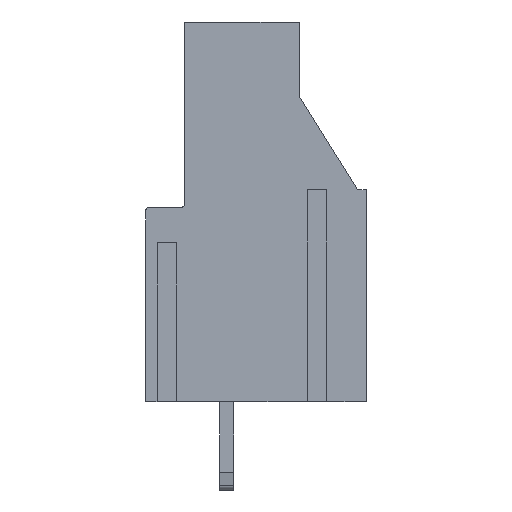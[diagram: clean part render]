
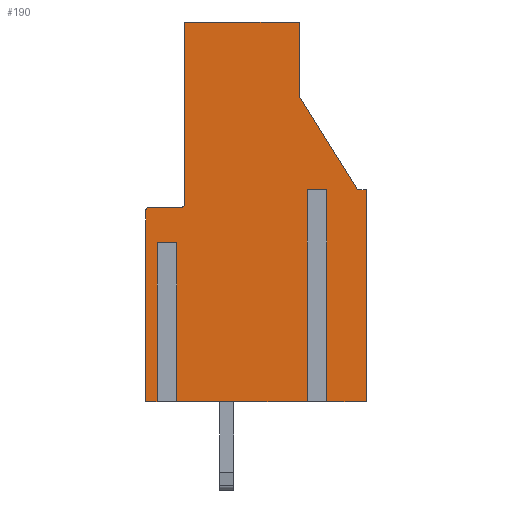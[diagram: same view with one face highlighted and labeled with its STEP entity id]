
A CAD part, left-side view. The second image highlights one B-rep face of the part: STEP entity #190.
In plain terms, the highlighted planar face has unit normal (-1, 0, 0).
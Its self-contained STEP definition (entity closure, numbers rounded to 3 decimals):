
#34=AXIS2_PLACEMENT_3D('Plane Axis2P3D',#31,#32,#33) ;
#117=AXIS2_PLACEMENT_3D('Circle Axis2P3D',#115,#116,$) ;
#131=AXIS2_PLACEMENT_3D('Circle Axis2P3D',#129,#130,$) ;
#31=CARTESIAN_POINT('Axis2P3D Location',(0.6,0.,0.)) ;
#36=CARTESIAN_POINT('Line Origine',(0.6,7.05,5.)) ;
#40=CARTESIAN_POINT('Vertex',(0.6,10.92,5.)) ;
#42=CARTESIAN_POINT('Vertex',(0.6,3.18,5.)) ;
#45=CARTESIAN_POINT('Line Origine',(0.6,3.18,11.)) ;
#49=CARTESIAN_POINT('Vertex',(0.6,3.18,17.)) ;
#52=CARTESIAN_POINT('Line Origine',(0.6,2.8,17.)) ;
#56=CARTESIAN_POINT('Vertex',(0.6,2.42,17.)) ;
#59=CARTESIAN_POINT('Line Origine',(0.6,2.42,11.)) ;
#63=CARTESIAN_POINT('Vertex',(0.6,2.42,5.)) ;
#66=CARTESIAN_POINT('Line Origine',(0.6,1.21,5.)) ;
#70=CARTESIAN_POINT('Vertex',(0.6,0.,5.)) ;
#73=CARTESIAN_POINT('Line Origine',(0.6,0.,11.)) ;
#77=CARTESIAN_POINT('Vertex',(0.6,0.,17.)) ;
#80=CARTESIAN_POINT('Line Origine',(0.6,0.25,17.)) ;
#84=CARTESIAN_POINT('Vertex',(0.6,0.5,17.)) ;
#87=CARTESIAN_POINT('Line Origine',(0.6,2.15,19.65)) ;
#91=CARTESIAN_POINT('Vertex',(0.6,3.8,22.3)) ;
#94=CARTESIAN_POINT('Line Origine',(0.6,3.8,24.4)) ;
#98=CARTESIAN_POINT('Vertex',(0.6,3.8,26.5)) ;
#101=CARTESIAN_POINT('Line Origine',(0.6,7.05,26.5)) ;
#105=CARTESIAN_POINT('Vertex',(0.6,10.3,26.5)) ;
#108=CARTESIAN_POINT('Line Origine',(0.6,10.3,21.35)) ;
#112=CARTESIAN_POINT('Vertex',(0.6,10.3,16.2)) ;
#115=CARTESIAN_POINT('Axis2P3D Location',(0.6,10.5,16.2)) ;
#119=CARTESIAN_POINT('Vertex',(0.6,10.5,16.)) ;
#122=CARTESIAN_POINT('Line Origine',(0.6,11.4,16.)) ;
#126=CARTESIAN_POINT('Vertex',(0.6,12.3,16.)) ;
#129=CARTESIAN_POINT('Axis2P3D Location',(0.6,12.3,15.8)) ;
#133=CARTESIAN_POINT('Vertex',(0.6,12.5,15.8)) ;
#136=CARTESIAN_POINT('Line Origine',(0.6,12.5,10.4)) ;
#140=CARTESIAN_POINT('Vertex',(0.6,12.5,5.)) ;
#143=CARTESIAN_POINT('Line Origine',(0.6,12.09,5.)) ;
#147=CARTESIAN_POINT('Vertex',(0.6,11.68,5.)) ;
#150=CARTESIAN_POINT('Line Origine',(0.6,11.68,9.5)) ;
#154=CARTESIAN_POINT('Vertex',(0.6,11.68,14.)) ;
#157=CARTESIAN_POINT('Line Origine',(0.6,11.3,14.)) ;
#161=CARTESIAN_POINT('Vertex',(0.6,10.92,14.)) ;
#164=CARTESIAN_POINT('Line Origine',(0.6,10.92,9.5)) ;
#32=DIRECTION('Axis2P3D Direction',(-1.,0.,0.)) ;
#33=DIRECTION('Axis2P3D XDirection',(0.,0.,1.)) ;
#37=DIRECTION('Vector Direction',(0.,1.,0.)) ;
#46=DIRECTION('Vector Direction',(0.,0.,1.)) ;
#53=DIRECTION('Vector Direction',(0.,1.,0.)) ;
#60=DIRECTION('Vector Direction',(0.,0.,1.)) ;
#67=DIRECTION('Vector Direction',(0.,1.,0.)) ;
#74=DIRECTION('Vector Direction',(0.,0.,-1.)) ;
#81=DIRECTION('Vector Direction',(0.,-1.,0.)) ;
#88=DIRECTION('Vector Direction',(0.,-0.529,-0.849)) ;
#95=DIRECTION('Vector Direction',(0.,0.,-1.)) ;
#102=DIRECTION('Vector Direction',(0.,-1.,0.)) ;
#109=DIRECTION('Vector Direction',(0.,0.,1.)) ;
#116=DIRECTION('Axis2P3D Direction',(-1.,0.,0.)) ;
#123=DIRECTION('Vector Direction',(0.,-1.,0.)) ;
#130=DIRECTION('Axis2P3D Direction',(-1.,0.,0.)) ;
#137=DIRECTION('Vector Direction',(0.,0.,1.)) ;
#144=DIRECTION('Vector Direction',(0.,1.,0.)) ;
#151=DIRECTION('Vector Direction',(0.,0.,1.)) ;
#158=DIRECTION('Vector Direction',(0.,1.,0.)) ;
#165=DIRECTION('Vector Direction',(0.,0.,1.)) ;
#38=VECTOR('Line Direction',#37,1.) ;
#47=VECTOR('Line Direction',#46,1.) ;
#54=VECTOR('Line Direction',#53,1.) ;
#61=VECTOR('Line Direction',#60,1.) ;
#68=VECTOR('Line Direction',#67,1.) ;
#75=VECTOR('Line Direction',#74,1.) ;
#82=VECTOR('Line Direction',#81,1.) ;
#89=VECTOR('Line Direction',#88,1.) ;
#96=VECTOR('Line Direction',#95,1.) ;
#103=VECTOR('Line Direction',#102,1.) ;
#110=VECTOR('Line Direction',#109,1.) ;
#124=VECTOR('Line Direction',#123,1.) ;
#138=VECTOR('Line Direction',#137,1.) ;
#145=VECTOR('Line Direction',#144,1.) ;
#152=VECTOR('Line Direction',#151,1.) ;
#159=VECTOR('Line Direction',#158,1.) ;
#166=VECTOR('Line Direction',#165,1.) ;
#170=ORIENTED_EDGE('',*,*,#44,.T.) ;
#171=ORIENTED_EDGE('',*,*,#51,.T.) ;
#172=ORIENTED_EDGE('',*,*,#58,.T.) ;
#173=ORIENTED_EDGE('',*,*,#65,.F.) ;
#174=ORIENTED_EDGE('',*,*,#72,.T.) ;
#175=ORIENTED_EDGE('',*,*,#79,.T.) ;
#176=ORIENTED_EDGE('',*,*,#86,.T.) ;
#177=ORIENTED_EDGE('',*,*,#93,.T.) ;
#178=ORIENTED_EDGE('',*,*,#100,.T.) ;
#179=ORIENTED_EDGE('',*,*,#107,.T.) ;
#180=ORIENTED_EDGE('',*,*,#114,.T.) ;
#181=ORIENTED_EDGE('',*,*,#121,.T.) ;
#182=ORIENTED_EDGE('',*,*,#128,.T.) ;
#183=ORIENTED_EDGE('',*,*,#135,.T.) ;
#184=ORIENTED_EDGE('',*,*,#142,.T.) ;
#185=ORIENTED_EDGE('',*,*,#149,.T.) ;
#186=ORIENTED_EDGE('',*,*,#156,.T.) ;
#187=ORIENTED_EDGE('',*,*,#163,.T.) ;
#188=ORIENTED_EDGE('',*,*,#168,.F.) ;
#190=ADVANCED_FACE('HOUSING',(#189),#35,.T.) ;
#118=CIRCLE('generated circle',#117,0.2) ;
#132=CIRCLE('generated circle',#131,0.2) ;
#44=EDGE_CURVE('',#41,#43,#39,.F.) ;
#51=EDGE_CURVE('',#43,#50,#48,.T.) ;
#58=EDGE_CURVE('',#50,#57,#55,.F.) ;
#65=EDGE_CURVE('',#64,#57,#62,.T.) ;
#72=EDGE_CURVE('',#64,#71,#69,.F.) ;
#79=EDGE_CURVE('',#71,#78,#76,.F.) ;
#86=EDGE_CURVE('',#78,#85,#83,.F.) ;
#93=EDGE_CURVE('',#85,#92,#90,.F.) ;
#100=EDGE_CURVE('',#92,#99,#97,.F.) ;
#107=EDGE_CURVE('',#99,#106,#104,.F.) ;
#114=EDGE_CURVE('',#106,#113,#111,.F.) ;
#121=EDGE_CURVE('',#113,#120,#118,.F.) ;
#128=EDGE_CURVE('',#120,#127,#125,.F.) ;
#135=EDGE_CURVE('',#127,#134,#132,.T.) ;
#142=EDGE_CURVE('',#134,#141,#139,.F.) ;
#149=EDGE_CURVE('',#141,#148,#146,.F.) ;
#156=EDGE_CURVE('',#148,#155,#153,.T.) ;
#163=EDGE_CURVE('',#155,#162,#160,.F.) ;
#168=EDGE_CURVE('',#41,#162,#167,.T.) ;
#169=EDGE_LOOP('',(#170,#171,#172,#173,#174,#175,#176,#177,#178,#179,#180,#181,#182,#183,#184,#185,#186,#187,#188)) ;
#189=FACE_OUTER_BOUND('',#169,.T.) ;
#39=LINE('Line',#36,#38) ;
#48=LINE('Line',#45,#47) ;
#55=LINE('Line',#52,#54) ;
#62=LINE('Line',#59,#61) ;
#69=LINE('Line',#66,#68) ;
#76=LINE('Line',#73,#75) ;
#83=LINE('Line',#80,#82) ;
#90=LINE('Line',#87,#89) ;
#97=LINE('Line',#94,#96) ;
#104=LINE('Line',#101,#103) ;
#111=LINE('Line',#108,#110) ;
#125=LINE('Line',#122,#124) ;
#139=LINE('Line',#136,#138) ;
#146=LINE('Line',#143,#145) ;
#153=LINE('Line',#150,#152) ;
#160=LINE('Line',#157,#159) ;
#167=LINE('Line',#164,#166) ;
#35=PLANE('',#34) ;
#41=VERTEX_POINT('',#40) ;
#43=VERTEX_POINT('',#42) ;
#50=VERTEX_POINT('',#49) ;
#57=VERTEX_POINT('',#56) ;
#64=VERTEX_POINT('',#63) ;
#71=VERTEX_POINT('',#70) ;
#78=VERTEX_POINT('',#77) ;
#85=VERTEX_POINT('',#84) ;
#92=VERTEX_POINT('',#91) ;
#99=VERTEX_POINT('',#98) ;
#106=VERTEX_POINT('',#105) ;
#113=VERTEX_POINT('',#112) ;
#120=VERTEX_POINT('',#119) ;
#127=VERTEX_POINT('',#126) ;
#134=VERTEX_POINT('',#133) ;
#141=VERTEX_POINT('',#140) ;
#148=VERTEX_POINT('',#147) ;
#155=VERTEX_POINT('',#154) ;
#162=VERTEX_POINT('',#161) ;
